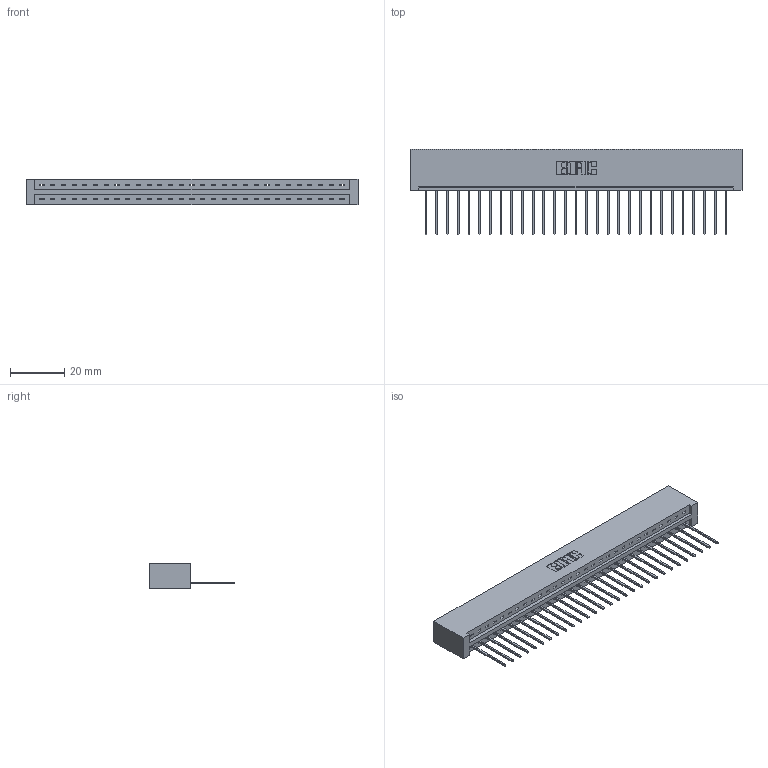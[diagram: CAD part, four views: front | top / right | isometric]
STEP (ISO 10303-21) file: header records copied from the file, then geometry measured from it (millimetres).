
FILE_DESCRIPTION (( 'STEP AP203' ), '1' );
FILE_NAME ('387-029-542-101.STEP', '2018-09-17T02:18:05', ( '' ), ( '' ), 'SwSTEP 2.0', 'SolidWorks 2016', '' );
FILE_SCHEMA (( 'CONFIG_CONTROL_DESIGN' ));
Length unit declared in the file: inch
Products named in the file (3): 337 Part_No Mounting Lugs; 345-292-001_345-293-142; 387-029-542-101
Assembly tree (30 placements, depth 2):
  387-029-542-101
    337 Part_No Mounting Lugs
    345-292-001_345-293-142  x29
Bounding box: 122.78 x 31.63 x 9.4 mm (x, y, z)
Volume: 13401.8 mm3; surface area: 14182.5 mm2
Topology: 30 solids, 30 shells, 1904 faces, 5739 edges, 3786 vertices
Faces by surface type: plane 1400, cylinder 504
Entity records: 22979 total; most frequent: CARTESIAN_POINT 4009, ORIENTED_EDGE 3974, DIRECTION 3393, EDGE_CURVE 1987, LINE 1867, VECTOR 1867, VERTEX_POINT 1322, AXIS2_PLACEMENT_3D 763
